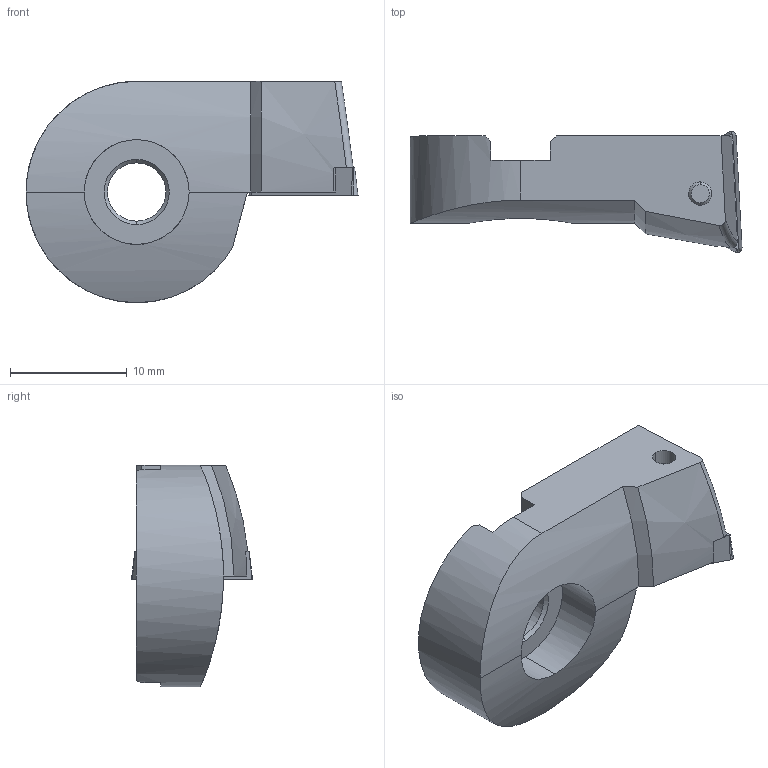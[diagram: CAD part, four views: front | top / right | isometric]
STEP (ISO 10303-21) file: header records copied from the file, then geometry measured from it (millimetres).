
FILE_DESCRIPTION(('no description'),'unknown implementation level');
FILE_NAME('1B87A751-0760-4039-97C8-359A70E6C4E6_export.stp',' ',('CIMSOURCE GmbH'),('CADClick - KiM GmbH - www.kimweb.de'),'unknown preprocess','ACIS','unknown authorization');
FILE_SCHEMA(('automotive_design'));
Length unit declared in the file: millimetre
Products named in the file (3): 626.251 Kaiser EBH 51 TC11 53-70|694.122 Kaiser ETL M2.5x6.5 T7 IP 10S;Kreismuster1; 626.251 Kaiser EBH 51 TC11 53-70|655.383 Kaiser TCGT 110204 K10C;Kombinieren1; 626.251 Kaiser EBH 51 TC11 53-70|626.251 Kaiser EBH 51 TC11 53-70;Fase1
Bounding box: 28.5 x 10.4 x 19 mm (x, y, z)
Volume: 2278.1 mm3; surface area: 1779.2 mm2
Topology: 3 solids, 3 shells, 100 faces, 248 edges, 157 vertices
Faces by surface type: cylinder 39, plane 31, cone 23, torus 6, bspline 1
Entity records: 6568 total; most frequent: CARTESIAN_POINT 1198, DIRECTION 564, STYLED_ITEM 508, PRESENTATION_STYLE_ASSIGNMENT 508, COLOUR_RGB 508, ORIENTED_EDGE 496, EDGE_CURVE 248, CURVE_STYLE 248
